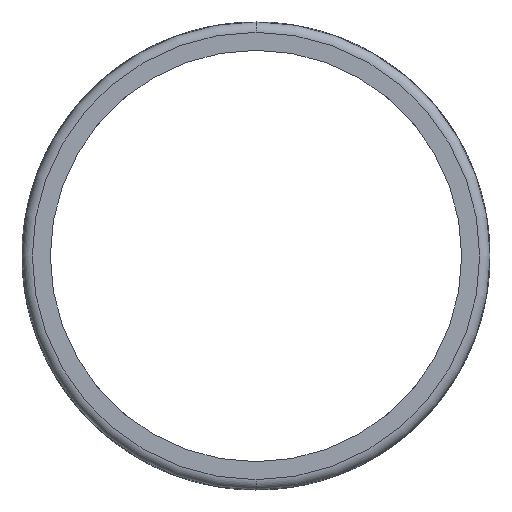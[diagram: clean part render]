
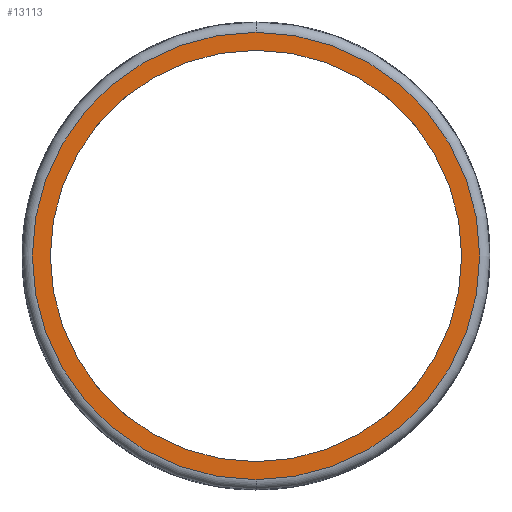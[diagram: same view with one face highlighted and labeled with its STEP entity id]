
A CAD part, front view. The second image highlights one B-rep face of the part: STEP entity #13113.
In plain terms, the highlighted planar face has unit normal (0, -1, 0).
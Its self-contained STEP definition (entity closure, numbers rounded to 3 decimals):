
#136 = CARTESIAN_POINT ( 'NONE',  ( 0., -26., 0. ) ) ;
#1430 = DIRECTION ( 'NONE',  ( 0., 1., 0. ) ) ;
#1889 = AXIS2_PLACEMENT_3D ( 'NONE', #20561, #10534, #14576 ) ;
#2188 = DIRECTION ( 'NONE',  ( 0., 1., 0. ) ) ;
#3200 = ORIENTED_EDGE ( 'NONE', *, *, #10466, .T. ) ;
#3330 = ORIENTED_EDGE ( 'NONE', *, *, #8425, .F. ) ;
#3465 = PLANE ( 'NONE',  #14690 ) ;
#4186 = DIRECTION ( 'NONE',  ( 0., 0., 1. ) ) ;
#4703 = CIRCLE ( 'NONE', #6542, 21.75 ) ;
#6542 = AXIS2_PLACEMENT_3D ( 'NONE', #25601, #23499, #19539 ) ;
#6635 = AXIS2_PLACEMENT_3D ( 'NONE', #136, #2188, #4186 ) ;
#6803 = CIRCLE ( 'NONE', #1889, 20. ) ;
#8425 = EDGE_CURVE ( 'NONE', #15569, #20646, #4703, .T. ) ;
#9052 = AXIS2_PLACEMENT_3D ( 'NONE', #21186, #19088, #11084 ) ;
#10463 = CIRCLE ( 'NONE', #6635, 20. ) ;
#10466 = EDGE_CURVE ( 'NONE', #25112, #14915, #6803, .T. ) ;
#10534 = DIRECTION ( 'NONE',  ( 0., 1., 0. ) ) ;
#11084 = DIRECTION ( 'NONE',  ( 0., 0., 1. ) ) ;
#11506 = FACE_OUTER_BOUND ( 'NONE', #13763, .T. ) ;
#12261 = CIRCLE ( 'NONE', #9052, 21.75 ) ;
#13113 = ADVANCED_FACE ( 'NONE', ( #11506, #21570 ), #3465, .F. ) ;
#13297 = CARTESIAN_POINT ( 'NONE',  ( 0., -26., -20. ) ) ;
#13763 = EDGE_LOOP ( 'NONE', ( #24685, #3330 ) ) ;
#14031 = ORIENTED_EDGE ( 'NONE', *, *, #17376, .T. ) ;
#14471 = CARTESIAN_POINT ( 'NONE',  ( 0., -26., -21.75 ) ) ;
#14576 = DIRECTION ( 'NONE',  ( 0., 0., 1. ) ) ;
#14690 = AXIS2_PLACEMENT_3D ( 'NONE', #25524, #1430, #17505 ) ;
#14915 = VERTEX_POINT ( 'NONE', #13297 ) ;
#15476 = CARTESIAN_POINT ( 'NONE',  ( 0., -26., 20. ) ) ;
#15569 = VERTEX_POINT ( 'NONE', #14471 ) ;
#17376 = EDGE_CURVE ( 'NONE', #14915, #25112, #10463, .T. ) ;
#17505 = DIRECTION ( 'NONE',  ( 0., 0., 1. ) ) ;
#18026 = EDGE_LOOP ( 'NONE', ( #3200, #14031 ) ) ;
#19088 = DIRECTION ( 'NONE',  ( 0., 1., 0. ) ) ;
#19539 = DIRECTION ( 'NONE',  ( 0., 0., 1. ) ) ;
#20561 = CARTESIAN_POINT ( 'NONE',  ( 0., -26., 0. ) ) ;
#20646 = VERTEX_POINT ( 'NONE', #24323 ) ;
#21186 = CARTESIAN_POINT ( 'NONE',  ( 0., -26., 0. ) ) ;
#21570 = FACE_BOUND ( 'NONE', #18026, .T. ) ;
#23391 = EDGE_CURVE ( 'NONE', #20646, #15569, #12261, .T. ) ;
#23499 = DIRECTION ( 'NONE',  ( 0., 1., 0. ) ) ;
#24323 = CARTESIAN_POINT ( 'NONE',  ( 0., -26., 21.75 ) ) ;
#24685 = ORIENTED_EDGE ( 'NONE', *, *, #23391, .F. ) ;
#25112 = VERTEX_POINT ( 'NONE', #15476 ) ;
#25524 = CARTESIAN_POINT ( 'NONE',  ( 20., -26., 0. ) ) ;
#25601 = CARTESIAN_POINT ( 'NONE',  ( 0., -26., 0. ) ) ;
